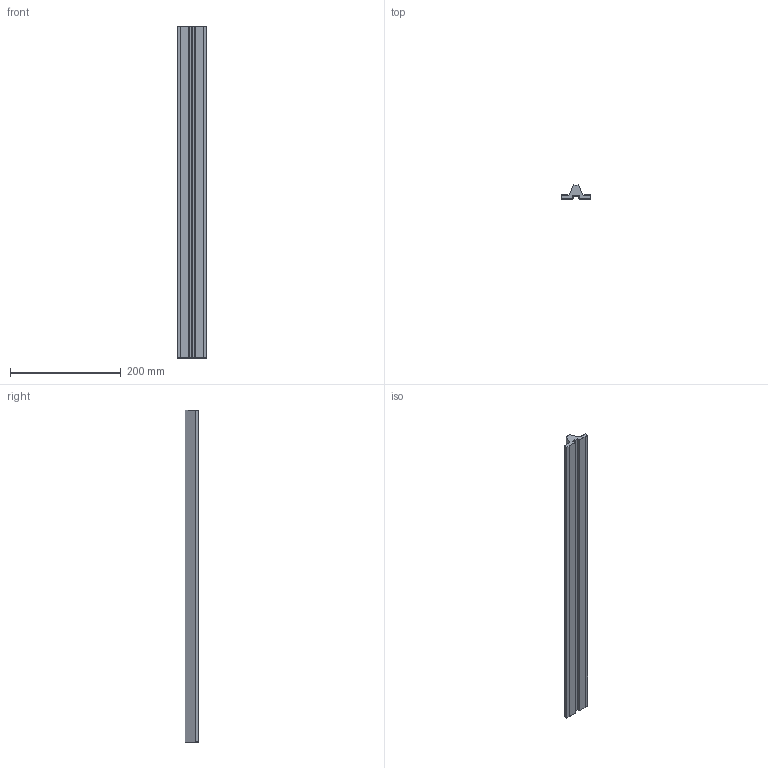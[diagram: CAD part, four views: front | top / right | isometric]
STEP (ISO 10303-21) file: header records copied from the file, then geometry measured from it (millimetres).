
FILE_DESCRIPTION(/* description */ ('WU 2'),/* implementation_level */ '2;1');
FILE_NAME(/* name */ 'ZEI_CAD_151715-0-REV00_#SALL_#AIN_#V1.step',/* time_stamp */ '2022-09-15T16:54:49+02:00',/* author */ ('MiniTec'),/* organization */ ('MiniTec GmbH & Co.KG'),/* preprocessor_version */ 'ST-DEVELOPER v18.1',/* originating_system */ 'Autodesk Inventor 2021',/* authorisation */ '');
FILE_SCHEMA (('CONFIG_CONTROL_DESIGN'));
Length unit declared in the file: millimetre
Products named in the file (1): 15-1715-0FZ.000
Bounding box: 54 x 24.57 x 599.5 mm (x, y, z)
Volume: 359204.3 mm3; surface area: 94819.3 mm2
Topology: 1 solids, 1 shells, 69 faces, 149 edges, 82 vertices
Faces by surface type: plane 69
Entity records: 1808 total; most frequent: CARTESIAN_POINT 301, ORIENTED_EDGE 298, DIRECTION 289, LINE 149, VECTOR 149, EDGE_CURVE 149, VERTEX_POINT 82, AXIS2_PLACEMENT_3D 70
